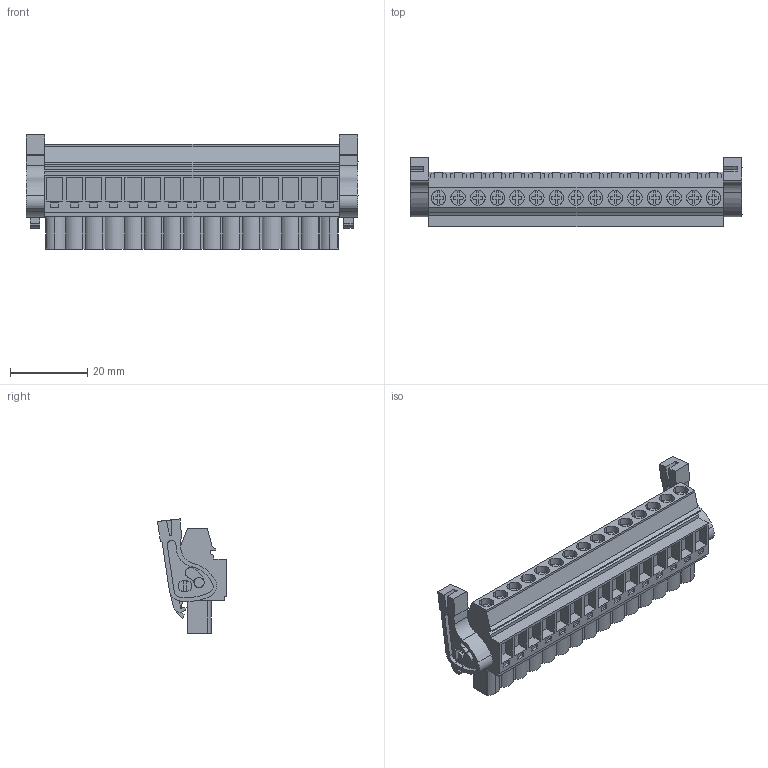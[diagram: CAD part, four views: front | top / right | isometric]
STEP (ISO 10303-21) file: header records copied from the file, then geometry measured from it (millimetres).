
FILE_DESCRIPTION(('CATIA V5 STEP','CAx-IF Rec.Pracs.--- Model Styling and Organization---1.2---2011-12-15'),'2;1');
FILE_NAME ('D1460104_0_1947660000_1947660000.stp','2017-09-09T10:45:38+00:00',('none'),('Weidmueller'),'CATIA Version 5-6 Release 2014','CATIA V5 STEP AP214','none');
FILE_SCHEMA(('AUTOMOTIVE_DESIGN { 1 0 10303 214 1 1 1 1 }'));
Length unit declared in the file: millimetre
Products named in the file (1): 1947660000
Bounding box: 85.9 x 17.88 x 29.56 mm (x, y, z)
Volume: 18477.7 mm3; surface area: 11943.9 mm2
Topology: 18 solids, 18 shells, 1122 faces, 3135 edges, 2120 vertices
Faces by surface type: plane 913, cylinder 205, extrusion 4
Entity records: 33919 total; most frequent: CARTESIAN_POINT 6528, ORIENTED_EDGE 6270, DIRECTION 4553, EDGE_CURVE 3135, VECTOR 2641, LINE 2637, VERTEX_POINT 2120, EDGE_LOOP 1203
